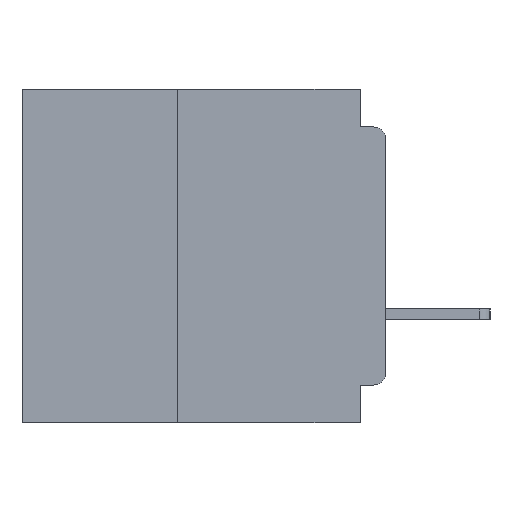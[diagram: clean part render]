
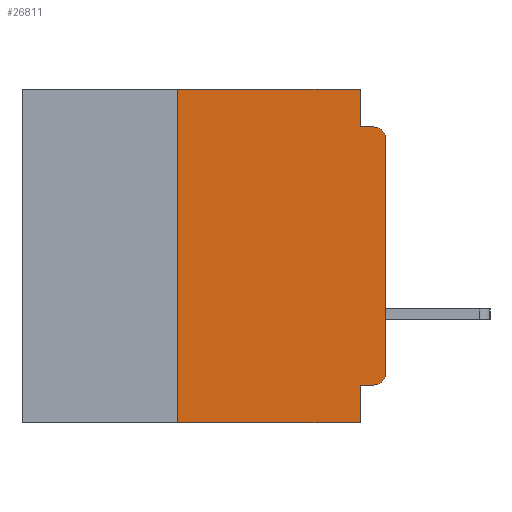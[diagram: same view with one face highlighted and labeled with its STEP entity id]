
A CAD part, left-side view. The second image highlights one B-rep face of the part: STEP entity #26811.
In plain terms, the highlighted planar face has unit normal (-1, 0, 0).
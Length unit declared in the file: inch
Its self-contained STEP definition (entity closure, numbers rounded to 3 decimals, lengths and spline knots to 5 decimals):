
#627 = LINE ( 'NONE', #1367, #19598 ) ;
#947 = DIRECTION ( 'NONE',  ( -1., 0., 0. ) ) ;
#1271 = CARTESIAN_POINT ( 'NONE',  ( 0., 0.031, 0. ) ) ;
#1367 = CARTESIAN_POINT ( 'NONE',  ( 0., 0.437, 0. ) ) ;
#2978 = CIRCLE ( 'NONE', #47254, 0.015 ) ;
#3725 = CARTESIAN_POINT ( 'NONE',  ( 0., 0.031, -0.045 ) ) ;
#5024 = CARTESIAN_POINT ( 'NONE',  ( 0., 0., -0.34 ) ) ;
#5215 = LINE ( 'NONE', #13028, #14071 ) ;
#5247 = EDGE_CURVE ( 'NONE', #42919, #18718, #627, .T. ) ;
#5911 = CARTESIAN_POINT ( 'NONE',  ( 0., 0.031, -0.4 ) ) ;
#6223 = CARTESIAN_POINT ( 'NONE',  ( 0., 0., -0.06 ) ) ;
#6317 = EDGE_CURVE ( 'NONE', #23154, #23284, #19467, .T. ) ;
#6339 = EDGE_CURVE ( 'NONE', #40282, #23284, #18278, .T. ) ;
#6699 = VERTEX_POINT ( 'NONE', #6954 ) ;
#6954 = CARTESIAN_POINT ( 'NONE',  ( 0., 0.015, -0.355 ) ) ;
#7066 = VECTOR ( 'NONE', #23881, 39.37008 ) ;
#7851 = VERTEX_POINT ( 'NONE', #47102 ) ;
#8225 = EDGE_CURVE ( 'NONE', #21323, #42919, #30917, .T. ) ;
#10684 = FACE_OUTER_BOUND ( 'NONE', #14005, .T. ) ;
#10873 = VECTOR ( 'NONE', #42340, 39.37008 ) ;
#11374 = ORIENTED_EDGE ( 'NONE', *, *, #27283, .F. ) ;
#12133 = DIRECTION ( 'NONE',  ( 0., -1., 0. ) ) ;
#13028 = CARTESIAN_POINT ( 'NONE',  ( 0., 0., -0.355 ) ) ;
#13260 = ORIENTED_EDGE ( 'NONE', *, *, #6317, .F. ) ;
#14005 = EDGE_LOOP ( 'NONE', ( #33345, #17891, #13260, #11374, #35842, #26262, #15346, #35579, #17355, #20639 ) ) ;
#14071 = VECTOR ( 'NONE', #16799, 39.37008 ) ;
#14478 = EDGE_CURVE ( 'NONE', #6699, #16717, #2978, .T. ) ;
#15346 = ORIENTED_EDGE ( 'NONE', *, *, #43464, .T. ) ;
#16131 = EDGE_CURVE ( 'NONE', #6699, #7851, #5215, .T. ) ;
#16271 = CARTESIAN_POINT ( 'NONE',  ( 0., 0.031, -0.4 ) ) ;
#16485 = CARTESIAN_POINT ( 'NONE',  ( 0., 0.015, -0.34 ) ) ;
#16629 = DIRECTION ( 'NONE',  ( 0., -1., 0. ) ) ;
#16717 = VERTEX_POINT ( 'NONE', #5024 ) ;
#16799 = DIRECTION ( 'NONE',  ( 0., 1., 0. ) ) ;
#17355 = ORIENTED_EDGE ( 'NONE', *, *, #16131, .F. ) ;
#17891 = ORIENTED_EDGE ( 'NONE', *, *, #6339, .T. ) ;
#17915 = PLANE ( 'NONE',  #37360 ) ;
#18278 = CIRCLE ( 'NONE', #36808, 0.015 ) ;
#18636 = CARTESIAN_POINT ( 'NONE',  ( 0., 0.031, 0. ) ) ;
#18718 = VERTEX_POINT ( 'NONE', #18636 ) ;
#19467 = LINE ( 'NONE', #30777, #38125 ) ;
#19598 = VECTOR ( 'NONE', #16629, 39.37008 ) ;
#20270 = DIRECTION ( 'NONE',  ( 0., 0., -1. ) ) ;
#20639 = ORIENTED_EDGE ( 'NONE', *, *, #14478, .T. ) ;
#20783 = VERTEX_POINT ( 'NONE', #5911 ) ;
#20991 = VECTOR ( 'NONE', #42178, 39.37008 ) ;
#21323 = VERTEX_POINT ( 'NONE', #24081 ) ;
#21445 = EDGE_CURVE ( 'NONE', #7851, #20783, #26083, .T. ) ;
#21675 = DIRECTION ( 'NONE',  ( 1., 0., 0. ) ) ;
#22609 = VECTOR ( 'NONE', #40910, 39.37008 ) ;
#23154 = VERTEX_POINT ( 'NONE', #3725 ) ;
#23284 = VERTEX_POINT ( 'NONE', #38322 ) ;
#23564 = CARTESIAN_POINT ( 'NONE',  ( 0., 0.015, -0.06 ) ) ;
#23815 = CARTESIAN_POINT ( 'NONE',  ( 0., 0.437, -0.4 ) ) ;
#23881 = DIRECTION ( 'NONE',  ( 0., 0., -1. ) ) ;
#24081 = CARTESIAN_POINT ( 'NONE',  ( 0., 0.25, -0.4 ) ) ;
#25121 = VECTOR ( 'NONE', #35054, 39.37008 ) ;
#25258 = CARTESIAN_POINT ( 'NONE',  ( 0., 0.437, 0. ) ) ;
#25938 = CARTESIAN_POINT ( 'NONE',  ( 0., 0., 0. ) ) ;
#26083 = LINE ( 'NONE', #16271, #10873 ) ;
#26262 = ORIENTED_EDGE ( 'NONE', *, *, #8225, .F. ) ;
#26811 = ADVANCED_FACE ( 'NONE', ( #10684 ), #17915, .F. ) ;
#27258 = CARTESIAN_POINT ( 'NONE',  ( 0., 0.25, -0.4 ) ) ;
#27283 = EDGE_CURVE ( 'NONE', #18718, #23154, #47958, .T. ) ;
#27348 = DIRECTION ( 'NONE',  ( 0., 0., -1. ) ) ;
#30777 = CARTESIAN_POINT ( 'NONE',  ( 0., 0., -0.045 ) ) ;
#30917 = LINE ( 'NONE', #27258, #20991 ) ;
#33345 = ORIENTED_EDGE ( 'NONE', *, *, #45945, .T. ) ;
#35054 = DIRECTION ( 'NONE',  ( 0., -1., 0. ) ) ;
#35271 = CARTESIAN_POINT ( 'NONE',  ( 0., 0.25, 0. ) ) ;
#35579 = ORIENTED_EDGE ( 'NONE', *, *, #21445, .F. ) ;
#35842 = ORIENTED_EDGE ( 'NONE', *, *, #5247, .F. ) ;
#36808 = AXIS2_PLACEMENT_3D ( 'NONE', #23564, #947, #27348 ) ;
#37360 = AXIS2_PLACEMENT_3D ( 'NONE', #25258, #21675, #47676 ) ;
#38125 = VECTOR ( 'NONE', #12133, 39.37008 ) ;
#38322 = CARTESIAN_POINT ( 'NONE',  ( 0., 0.015, -0.045 ) ) ;
#40282 = VERTEX_POINT ( 'NONE', #6223 ) ;
#40910 = DIRECTION ( 'NONE',  ( 0., 0., 1. ) ) ;
#42178 = DIRECTION ( 'NONE',  ( 0., 0., 1. ) ) ;
#42340 = DIRECTION ( 'NONE',  ( 0., 0., -1. ) ) ;
#42394 = LINE ( 'NONE', #25938, #22609 ) ;
#42543 = DIRECTION ( 'NONE',  ( -1., 0., 0. ) ) ;
#42919 = VERTEX_POINT ( 'NONE', #35271 ) ;
#43464 = EDGE_CURVE ( 'NONE', #21323, #20783, #46067, .T. ) ;
#45945 = EDGE_CURVE ( 'NONE', #16717, #40282, #42394, .T. ) ;
#46067 = LINE ( 'NONE', #23815, #25121 ) ;
#47102 = CARTESIAN_POINT ( 'NONE',  ( 0., 0.031, -0.355 ) ) ;
#47254 = AXIS2_PLACEMENT_3D ( 'NONE', #16485, #42543, #20270 ) ;
#47676 = DIRECTION ( 'NONE',  ( 0., 0., -1. ) ) ;
#47958 = LINE ( 'NONE', #1271, #7066 ) ;
